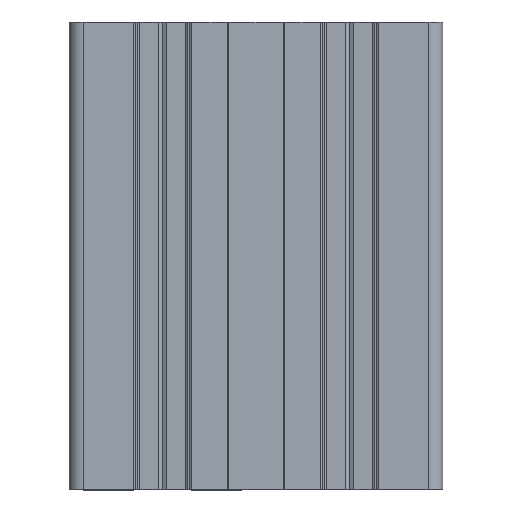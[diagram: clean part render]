
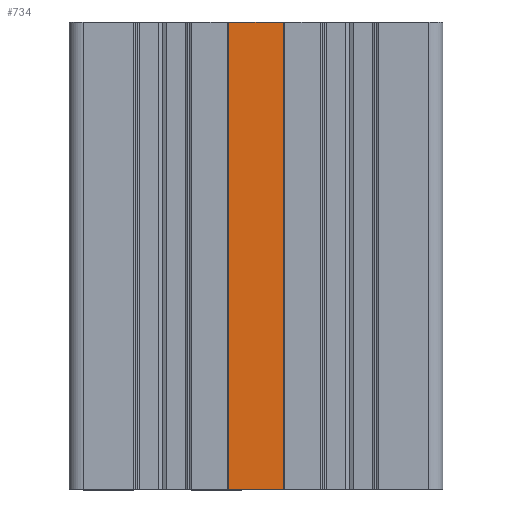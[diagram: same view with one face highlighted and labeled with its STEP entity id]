
A CAD part, top view. The second image highlights one B-rep face of the part: STEP entity #734.
In plain terms, the highlighted planar face has unit normal (0, 0, 1).
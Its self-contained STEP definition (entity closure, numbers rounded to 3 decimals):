
#734 = ADVANCED_FACE( '', ( #1713 ), #1714, .T. );
#1713 = FACE_OUTER_BOUND( '', #2934, .T. );
#1714 = PLANE( '', #2935 );
#2934 = EDGE_LOOP( '', ( #5311, #5312, #5313, #5314 ) );
#2935 = AXIS2_PLACEMENT_3D( '', #5315, #5316, #5317 );
#5311 = ORIENTED_EDGE( '', *, *, #8503, .F. );
#5312 = ORIENTED_EDGE( '', *, *, #8596, .F. );
#5313 = ORIENTED_EDGE( '', *, *, #8597, .T. );
#5314 = ORIENTED_EDGE( '', *, *, #8001, .T. );
#5315 = CARTESIAN_POINT( '', ( -5.8, 100., 39. ) );
#5316 = DIRECTION( '', ( 0., 0., 1. ) );
#5317 = DIRECTION( '', ( 0., -1., 0. ) );
#8001 = EDGE_CURVE( '', #9855, #9852, #9856, .T. );
#8503 = EDGE_CURVE( '', #10680, #9852, #10682, .T. );
#8596 = EDGE_CURVE( '', #10828, #10680, #10829, .T. );
#8597 = EDGE_CURVE( '', #10828, #9855, #10830, .T. );
#9852 = VERTEX_POINT( '', #12471 );
#9855 = VERTEX_POINT( '', #12474 );
#9856 = LINE( '', #12475, #12476 );
#10680 = VERTEX_POINT( '', #13615 );
#10682 = LINE( '', #13617, #13618 );
#10828 = VERTEX_POINT( '', #13820 );
#10829 = LINE( '', #13821, #13822 );
#10830 = LINE( '', #13823, #13824 );
#12471 = CARTESIAN_POINT( '', ( -5.8, 0., 39. ) );
#12474 = CARTESIAN_POINT( '', ( -5.8, 100., 39. ) );
#12475 = CARTESIAN_POINT( '', ( -5.8, 100., 39. ) );
#12476 = VECTOR( '', #15280, 1000. );
#13615 = CARTESIAN_POINT( '', ( 5.8, 0., 39. ) );
#13617 = CARTESIAN_POINT( '', ( -5.8, 0., 39. ) );
#13618 = VECTOR( '', #15944, 1000. );
#13820 = CARTESIAN_POINT( '', ( 5.8, 100., 39. ) );
#13821 = CARTESIAN_POINT( '', ( 5.8, 100., 39. ) );
#13822 = VECTOR( '', #16079, 1000. );
#13823 = CARTESIAN_POINT( '', ( -5.8, 100., 39. ) );
#13824 = VECTOR( '', #16080, 1000. );
#15280 = DIRECTION( '', ( 0., -1., 0. ) );
#15944 = DIRECTION( '', ( -1., 0., 0. ) );
#16079 = DIRECTION( '', ( 0., -1., 0. ) );
#16080 = DIRECTION( '', ( -1., 0., 0. ) );
